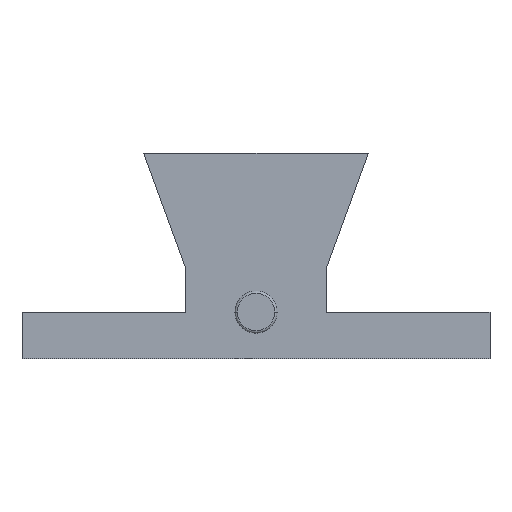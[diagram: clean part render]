
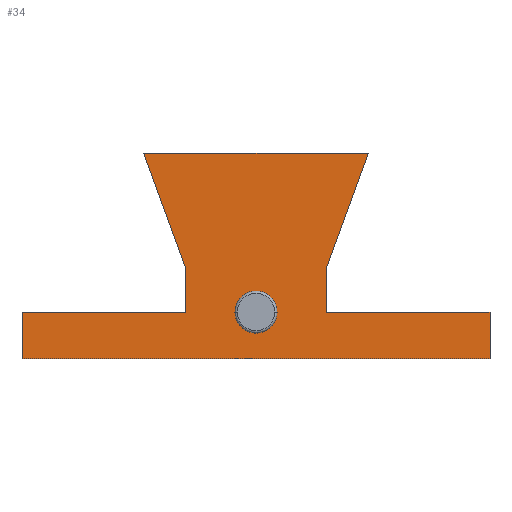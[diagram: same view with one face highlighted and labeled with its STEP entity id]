
A CAD part, top view. The second image highlights one B-rep face of the part: STEP entity #34.
In plain terms, the highlighted planar face has unit normal (0, 0, 1).
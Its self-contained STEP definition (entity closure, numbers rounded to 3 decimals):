
#3 = LINE ( 'NONE', #445, #331 ) ;
#4 = CARTESIAN_POINT ( 'NONE',  ( -25., 5., 4. ) ) ;
#6 = ORIENTED_EDGE ( 'NONE', *, *, #471, .F. ) ;
#14 = CARTESIAN_POINT ( 'NONE',  ( 0., 22., 4. ) ) ;
#15 = CARTESIAN_POINT ( 'NONE',  ( -13., 22., 4. ) ) ;
#16 = VECTOR ( 'NONE', #437, 1000. ) ;
#31 = LINE ( 'NONE', #425, #687 ) ;
#34 = ADVANCED_FACE ( 'NONE', ( #677, #139 ), #512, .T. ) ;
#40 = EDGE_CURVE ( 'NONE', #181, #629, #406, .T. ) ;
#43 = VERTEX_POINT ( 'NONE', #407 ) ;
#48 = DIRECTION ( 'NONE',  ( 0., 1., 0. ) ) ;
#58 = VERTEX_POINT ( 'NONE', #15 ) ;
#62 = AXIS2_PLACEMENT_3D ( 'NONE', #74, #453, #413 ) ;
#63 = CARTESIAN_POINT ( 'NONE',  ( -17.5, 9.636, 4. ) ) ;
#74 = CARTESIAN_POINT ( 'NONE',  ( -25., 5., 4. ) ) ;
#85 = DIRECTION ( 'NONE',  ( 1., 0., 0. ) ) ;
#90 = EDGE_CURVE ( 'NONE', #298, #465, #345, .T. ) ;
#95 = EDGE_CURVE ( 'NONE', #465, #675, #290, .T. ) ;
#105 = CARTESIAN_POINT ( 'NONE',  ( -18.55, 6.752, 4. ) ) ;
#116 = DIRECTION ( 'NONE',  ( 1., 0., 0. ) ) ;
#120 = VECTOR ( 'NONE', #193, 1000. ) ;
#123 = ORIENTED_EDGE ( 'NONE', *, *, #275, .F. ) ;
#128 = VERTEX_POINT ( 'NONE', #203 ) ;
#130 = LINE ( 'NONE', #618, #292 ) ;
#131 = DIRECTION ( 'NONE',  ( 0., 0., 1. ) ) ;
#137 = CARTESIAN_POINT ( 'NONE',  ( 0., 5., 4. ) ) ;
#139 = FACE_OUTER_BOUND ( 'NONE', #670, .T. ) ;
#141 = VECTOR ( 'NONE', #48, 1000. ) ;
#156 = DIRECTION ( 'NONE',  ( 0., -1., 0. ) ) ;
#175 = CARTESIAN_POINT ( 'NONE',  ( -50., 0., 4. ) ) ;
#181 = VERTEX_POINT ( 'NONE', #523 ) ;
#182 = ORIENTED_EDGE ( 'NONE', *, *, #95, .F. ) ;
#193 = DIRECTION ( 'NONE',  ( 0., 1., 0. ) ) ;
#203 = CARTESIAN_POINT ( 'NONE',  ( -17.5, 5., 4. ) ) ;
#212 = LINE ( 'NONE', #219, #141 ) ;
#214 = EDGE_CURVE ( 'NONE', #43, #675, #31, .T. ) ;
#219 = CARTESIAN_POINT ( 'NONE',  ( -50., 0., 4. ) ) ;
#224 = LINE ( 'NONE', #443, #16 ) ;
#231 = DIRECTION ( 'NONE',  ( 1., 0., 0. ) ) ;
#240 = ORIENTED_EDGE ( 'NONE', *, *, #490, .F. ) ;
#269 = DIRECTION ( 'NONE',  ( -0.342, -0.94, 0. ) ) ;
#274 = ORIENTED_EDGE ( 'NONE', *, *, #522, .F. ) ;
#275 = EDGE_CURVE ( 'NONE', #449, #298, #212, .T. ) ;
#281 = VERTEX_POINT ( 'NONE', #692 ) ;
#289 = LINE ( 'NONE', #14, #363 ) ;
#290 = LINE ( 'NONE', #507, #120 ) ;
#292 = VECTOR ( 'NONE', #609, 1000. ) ;
#298 = VERTEX_POINT ( 'NONE', #381 ) ;
#329 = CARTESIAN_POINT ( 'NONE',  ( 0., 0., 4. ) ) ;
#331 = VECTOR ( 'NONE', #156, 1000. ) ;
#345 = LINE ( 'NONE', #137, #368 ) ;
#351 = ORIENTED_EDGE ( 'NONE', *, *, #550, .F. ) ;
#363 = VECTOR ( 'NONE', #231, 1000. ) ;
#368 = VECTOR ( 'NONE', #669, 1000. ) ;
#381 = CARTESIAN_POINT ( 'NONE',  ( -50., 5., 4. ) ) ;
#386 = DIRECTION ( 'NONE',  ( 0., -1., 0. ) ) ;
#406 = CIRCLE ( 'NONE', #62, 2.25 ) ;
#407 = CARTESIAN_POINT ( 'NONE',  ( -37., 22., 4. ) ) ;
#413 = DIRECTION ( 'NONE',  ( 1., 0., 0. ) ) ;
#417 = ORIENTED_EDGE ( 'NONE', *, *, #214, .T. ) ;
#425 = CARTESIAN_POINT ( 'NONE',  ( -25.601, -9.318, 4. ) ) ;
#437 = DIRECTION ( 'NONE',  ( -1., 0., 0. ) ) ;
#443 = CARTESIAN_POINT ( 'NONE',  ( 0., 0., 4. ) ) ;
#445 = CARTESIAN_POINT ( 'NONE',  ( -17.5, 0., 4. ) ) ;
#449 = VERTEX_POINT ( 'NONE', #175 ) ;
#453 = DIRECTION ( 'NONE',  ( 0., 0., 1. ) ) ;
#465 = VERTEX_POINT ( 'NONE', #503 ) ;
#471 = EDGE_CURVE ( 'NONE', #629, #181, #541, .T. ) ;
#490 = EDGE_CURVE ( 'NONE', #43, #58, #289, .T. ) ;
#501 = ORIENTED_EDGE ( 'NONE', *, *, #573, .F. ) ;
#503 = CARTESIAN_POINT ( 'NONE',  ( -32.5, 5., 4. ) ) ;
#506 = DIRECTION ( 'NONE',  ( 0., 0., 1. ) ) ;
#507 = CARTESIAN_POINT ( 'NONE',  ( -32.5, 0., 4. ) ) ;
#512 = PLANE ( 'NONE',  #554 ) ;
#522 = EDGE_CURVE ( 'NONE', #128, #281, #130, .T. ) ;
#523 = CARTESIAN_POINT ( 'NONE',  ( -27.25, 5., 4. ) ) ;
#540 = LINE ( 'NONE', #329, #548 ) ;
#541 = CIRCLE ( 'NONE', #684, 2.25 ) ;
#544 = LINE ( 'NONE', #105, #574 ) ;
#548 = VECTOR ( 'NONE', #386, 1000. ) ;
#550 = EDGE_CURVE ( 'NONE', #572, #449, #224, .T. ) ;
#554 = AXIS2_PLACEMENT_3D ( 'NONE', #661, #131, #85 ) ;
#569 = ORIENTED_EDGE ( 'NONE', *, *, #90, .F. ) ;
#572 = VERTEX_POINT ( 'NONE', #599 ) ;
#573 = EDGE_CURVE ( 'NONE', #58, #657, #544, .T. ) ;
#574 = VECTOR ( 'NONE', #269, 1000. ) ;
#599 = CARTESIAN_POINT ( 'NONE',  ( 0., 0., 4. ) ) ;
#600 = EDGE_CURVE ( 'NONE', #657, #128, #3, .T. ) ;
#602 = ORIENTED_EDGE ( 'NONE', *, *, #616, .F. ) ;
#609 = DIRECTION ( 'NONE',  ( 1., 0., 0. ) ) ;
#616 = EDGE_CURVE ( 'NONE', #281, #572, #540, .T. ) ;
#618 = CARTESIAN_POINT ( 'NONE',  ( 0., 5., 4. ) ) ;
#629 = VERTEX_POINT ( 'NONE', #697 ) ;
#636 = DIRECTION ( 'NONE',  ( 0.342, -0.94, 0. ) ) ;
#657 = VERTEX_POINT ( 'NONE', #63 ) ;
#661 = CARTESIAN_POINT ( 'NONE',  ( 0., 0., 4. ) ) ;
#663 = EDGE_LOOP ( 'NONE', ( #6, #694 ) ) ;
#669 = DIRECTION ( 'NONE',  ( 1., 0., 0. ) ) ;
#670 = EDGE_LOOP ( 'NONE', ( #602, #274, #678, #501, #240, #417, #182, #569, #123, #351 ) ) ;
#675 = VERTEX_POINT ( 'NONE', #691 ) ;
#677 = FACE_BOUND ( 'NONE', #663, .T. ) ;
#678 = ORIENTED_EDGE ( 'NONE', *, *, #600, .F. ) ;
#684 = AXIS2_PLACEMENT_3D ( 'NONE', #4, #506, #116 ) ;
#687 = VECTOR ( 'NONE', #636, 1000. ) ;
#691 = CARTESIAN_POINT ( 'NONE',  ( -32.5, 9.636, 4. ) ) ;
#692 = CARTESIAN_POINT ( 'NONE',  ( 0., 5., 4. ) ) ;
#694 = ORIENTED_EDGE ( 'NONE', *, *, #40, .F. ) ;
#697 = CARTESIAN_POINT ( 'NONE',  ( -22.75, 5., 4. ) ) ;
